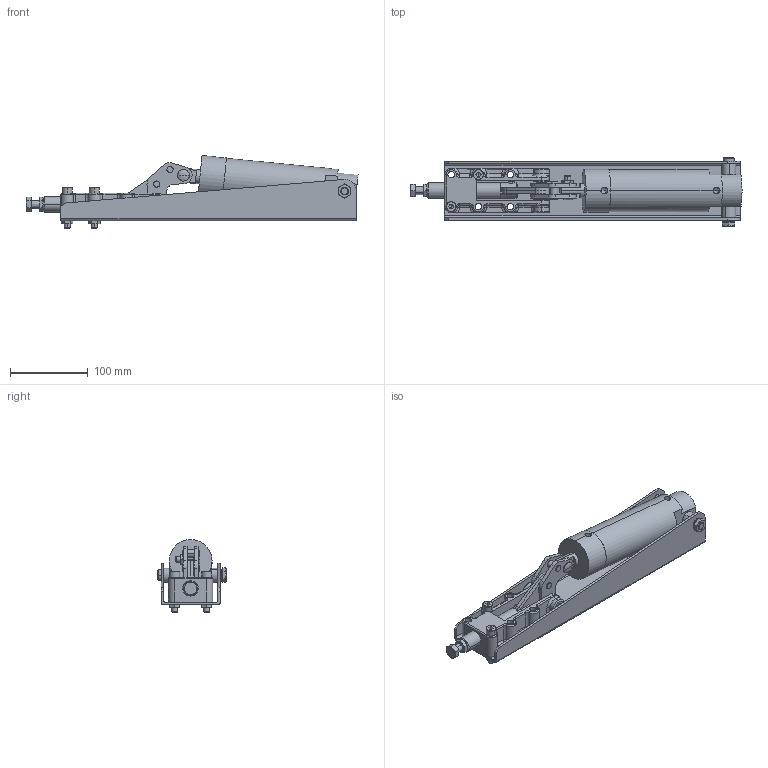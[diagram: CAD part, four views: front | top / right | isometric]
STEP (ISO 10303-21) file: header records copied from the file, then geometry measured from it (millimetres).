
FILE_DESCRIPTION (( 'STEP AP203' ), '1' );
FILE_NAME ('P1200X.STEP', '2016-11-24T13:52:35', ( '' ), ( '' ), 'SwSTEP 2.0', 'SolidWorks 2016', '' );
FILE_SCHEMA (( 'CONFIG_CONTROL_DESIGN' ));
Length unit declared in the file: millimetre
Products named in the file (20): 001-04; 107-05-3; 109-05M; 301-06; 107-05-3ROD; P1200X; single coil square section spring washer_bsi_Square section spring washer BS 4464 - 10 (Type A); socket head cap screw_bsi_BS EN ISO 4762 M8 x 45 - 45N; 319-05X; 001-03; hex thin nut gradeb_bsi_BS EN 24036 - M8 - N; hex thin nut chamfered gradeab_bsii_BS EN 24035 - M8 - N; 024-06M; 319-02; 004-05; hex screw gradec_bsi_BS EN 24018 - M10 x 50-NN; 308-04; hex thin nut chamfered gradeab_bsii-6_BS EN 24035 - M10 - N; 308-02; hex thin nut chamfered gradeab_bsii-9_BS EN 24035 - M10 - N
Assembly tree (24 placements, depth 2):
  P1200X
    308-04
    319-02
    319-05X
    301-06
    308-02
    107-05-3ROD
    107-05-3
    hex screw gradec_bsi_BS EN 24018 - M10 x 50-NN
    hex thin nut chamfered gradeab_bsii-6_BS EN 24035 - M10 - N
    socket head cap screw_bsi_BS EN ISO 4762 M8 x 45 - 45N  x2
    hex thin nut gradeb_bsi_BS EN 24036 - M8 - N  x2
    024-06M  x2
    109-05M
    single coil square section spring washer_bsi_Square section spring washer BS 4464 - 10 (Type A)
    hex thin nut chamfered gradeab_bsii-9_BS EN 24035 - M10 - N
    004-05
    001-03  x2
    001-04  x2
    hex thin nut chamfered gradeab_bsii_BS EN 24035 - M8 - N
Bounding box: 426.47 x 88.5 x 93.65 mm (x, y, z)
Volume: 801410.1 mm3; surface area: 258764.3 mm2
Topology: 30 solids, 30 shells, 646 faces, 1529 edges, 934 vertices
Faces by surface type: cylinder 247, plane 218, cone 116, bspline 53, torus 12
Entity records: 22048 total; most frequent: CARTESIAN_POINT 6252, DIRECTION 2934, ORIENTED_EDGE 2742, EDGE_CURVE 1371, AXIS2_PLACEMENT_3D 1176, VERTEX_POINT 855, EDGE_LOOP 680, CIRCLE 621
